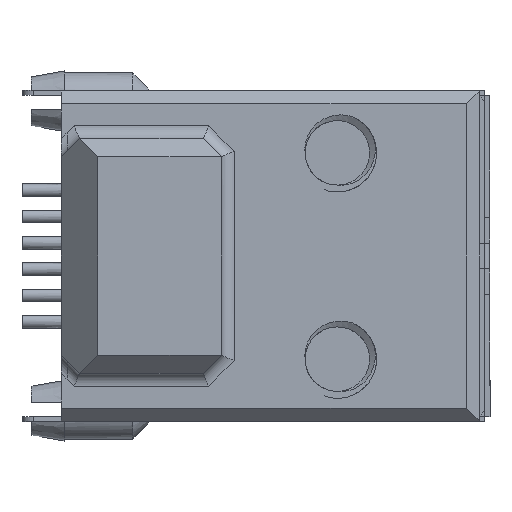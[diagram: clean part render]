
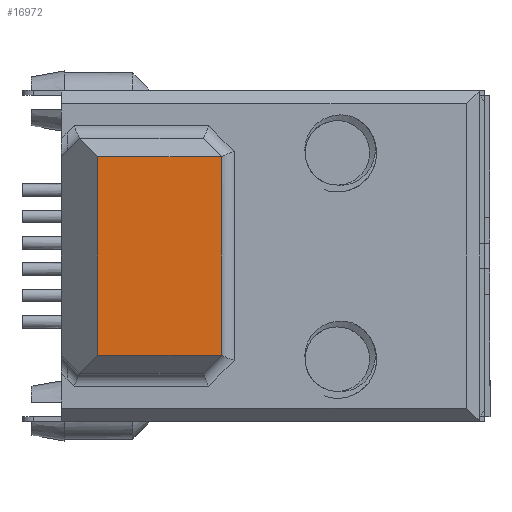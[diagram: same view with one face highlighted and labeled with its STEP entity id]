
A CAD part, left-side view. The second image highlights one B-rep face of the part: STEP entity #16972.
In plain terms, the highlighted face is planar.
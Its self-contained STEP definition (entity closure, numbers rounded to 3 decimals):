
#1811 = VECTOR ( 'NONE', #2001, 1000. ) ;
#2001 = DIRECTION ( 'NONE',  ( 0., 0., -1. ) ) ;
#2037 = ORIENTED_EDGE ( 'NONE', *, *, #4849, .T. ) ;
#2119 = CARTESIAN_POINT ( 'NONE',  ( 16.35, 1.81, 3.85 ) ) ;
#2276 = CARTESIAN_POINT ( 'NONE',  ( 16.35, 3.21, -3.85 ) ) ;
#4849 = EDGE_CURVE ( 'NONE', #20252, #24464, #16658, .T. ) ;
#5694 = CARTESIAN_POINT ( 'NONE',  ( 16.35, 2.99, 0. ) ) ;
#7282 = DIRECTION ( 'NONE',  ( 0., 0., 1. ) ) ;
#8967 = LINE ( 'NONE', #14018, #1811 ) ;
#9568 = VECTOR ( 'NONE', #11258, 1000. ) ;
#9662 = EDGE_CURVE ( 'NONE', #24464, #9773, #17113, .T. ) ;
#9773 = VERTEX_POINT ( 'NONE', #2119 ) ;
#10312 = DIRECTION ( 'NONE',  ( 0., 1., 0. ) ) ;
#11258 = DIRECTION ( 'NONE',  ( 0., -1., 0. ) ) ;
#11277 = VECTOR ( 'NONE', #7282, 1000. ) ;
#11761 = CARTESIAN_POINT ( 'NONE',  ( 16.35, -2.99, 3.85 ) ) ;
#11918 = DIRECTION ( 'NONE',  ( 0., 0., 1. ) ) ;
#12015 = PLANE ( 'NONE',  #20977 ) ;
#12122 = CARTESIAN_POINT ( 'NONE',  ( 16.35, -2.99, -3.85 ) ) ;
#12705 = ORIENTED_EDGE ( 'NONE', *, *, #23329, .T. ) ;
#14018 = CARTESIAN_POINT ( 'NONE',  ( 16.35, -2.99, 0. ) ) ;
#14510 = CARTESIAN_POINT ( 'NONE',  ( 16.35, 1.81, -3.85 ) ) ;
#15177 = ORIENTED_EDGE ( 'NONE', *, *, #19941, .T. ) ;
#15199 = FACE_OUTER_BOUND ( 'NONE', #16141, .T. ) ;
#16141 = EDGE_LOOP ( 'NONE', ( #2037, #23193, #15177, #12705 ) ) ;
#16658 = LINE ( 'NONE', #2276, #21586 ) ;
#16872 = VERTEX_POINT ( 'NONE', #11761 ) ;
#16972 = ADVANCED_FACE ( 'NONE', ( #15199 ), #12015, .F. ) ;
#17113 = LINE ( 'NONE', #17561, #11277 ) ;
#17561 = CARTESIAN_POINT ( 'NONE',  ( 16.35, 1.81, -6.4 ) ) ;
#19941 = EDGE_CURVE ( 'NONE', #9773, #16872, #22833, .T. ) ;
#20252 = VERTEX_POINT ( 'NONE', #12122 ) ;
#20977 = AXIS2_PLACEMENT_3D ( 'NONE', #5694, #23720, #11918 ) ;
#21090 = CARTESIAN_POINT ( 'NONE',  ( 16.35, 2.99, 3.85 ) ) ;
#21586 = VECTOR ( 'NONE', #10312, 1000. ) ;
#22833 = LINE ( 'NONE', #21090, #9568 ) ;
#23193 = ORIENTED_EDGE ( 'NONE', *, *, #9662, .T. ) ;
#23329 = EDGE_CURVE ( 'NONE', #16872, #20252, #8967, .T. ) ;
#23720 = DIRECTION ( 'NONE',  ( -1., 0., 0. ) ) ;
#24464 = VERTEX_POINT ( 'NONE', #14510 ) ;
